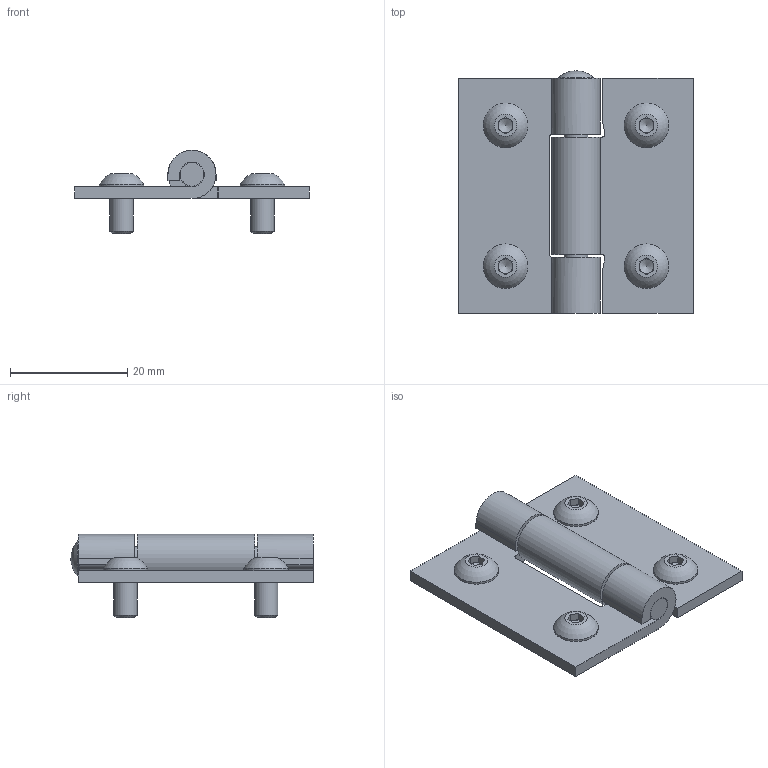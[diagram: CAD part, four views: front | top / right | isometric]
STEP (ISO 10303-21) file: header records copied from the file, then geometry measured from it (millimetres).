
FILE_DESCRIPTION(/* description */ ('STEP AP214'),/* implementation_level */ '2;1');
FILE_NAME(/* name */ '095072S01 (0)',/* time_stamp */ '2023-02-15T10:58:55+01:00',/* author */ ('License CC BY-ND 4.0'),/* organization */ ('CADENAS'),/* preprocessor_version */ 'ST-DEVELOPER v18.102',/* originating_system */ 'PARTsolutions',/* authorisation */ ' ');
FILE_SCHEMA (('AUTOMOTIVE_DESIGN {1 0 10303 214 3 1 1}'));
Length unit declared in the file: millimetre
Products named in the file (5): 095072S01 (0); 095072S01 (0)-4; 095072S01 (0)-3; 095072S01 (0)-2; 095072S01 (0)-1
Assembly tree (7 placements, depth 2):
  095072S01 (0)
    095072S01 (0)-4  x4
    095072S01 (0)-3
    095072S01 (0)-2
    095072S01 (0)-1
Bounding box: 40 x 41.3 x 14.2 mm (x, y, z)
Volume: 5125.6 mm3; surface area: 6200.4 mm2
Topology: 7 solids, 7 shells, 130 faces, 303 edges, 191 vertices
Faces by surface type: plane 90, cylinder 25, cone 8, sphere 5, torus 2
Full cylindrical faces by diameter (mm): 4 x5, 4.1 x4, 7.6 x4
Entity records: 2145 total; most frequent: DIRECTION 358, CARTESIAN_POINT 351, ORIENTED_EDGE 314, EDGE_CURVE 157, AXIS2_PLACEMENT_3D 125, VERTEX_POINT 110, LINE 108, VECTOR 108
